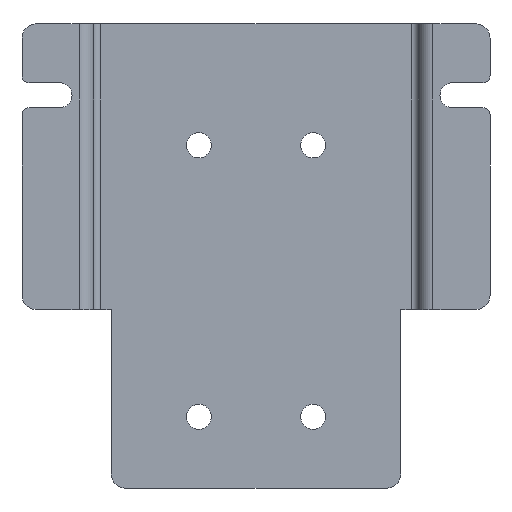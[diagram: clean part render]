
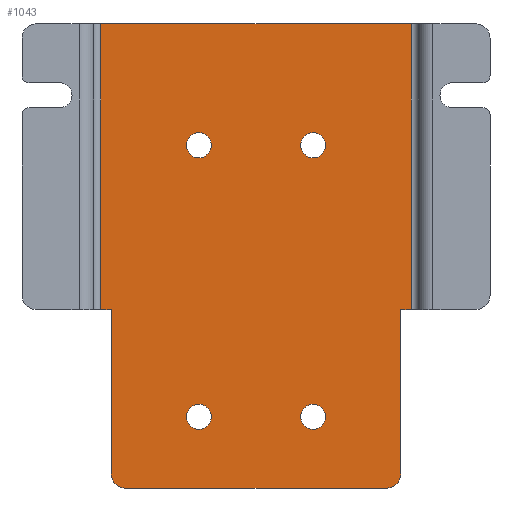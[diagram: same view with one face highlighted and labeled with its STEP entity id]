
A CAD part, front view. The second image highlights one B-rep face of the part: STEP entity #1043.
In plain terms, the highlighted planar face has unit normal (0, -1, 0).
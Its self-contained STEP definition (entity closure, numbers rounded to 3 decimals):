
#19=FACE_BOUND('',#166,.T.);
#20=FACE_BOUND('',#167,.T.);
#21=FACE_BOUND('',#168,.T.);
#22=FACE_BOUND('',#169,.T.);
#50=PLANE('',#1170);
#105=FACE_OUTER_BOUND('',#165,.T.);
#165=EDGE_LOOP('',(#935,#936,#937,#938,#939,#940,#941,#942,#943,#944));
#166=EDGE_LOOP('',(#945));
#167=EDGE_LOOP('',(#946));
#168=EDGE_LOOP('',(#947));
#169=EDGE_LOOP('',(#948));
#224=LINE('',#1639,#322);
#231=LINE('',#1660,#329);
#240=LINE('',#1699,#338);
#247=LINE('',#1722,#345);
#259=LINE('',#1764,#357);
#263=LINE('',#1772,#361);
#264=LINE('',#1775,#362);
#268=LINE('',#1783,#366);
#322=VECTOR('',#1316,10.);
#329=VECTOR('',#1335,10.);
#338=VECTOR('',#1370,10.);
#345=VECTOR('',#1397,10.);
#357=VECTOR('',#1449,10.);
#361=VECTOR('',#1461,10.);
#362=VECTOR('',#1464,10.);
#366=VECTOR('',#1474,10.);
#395=CIRCLE('',#1116,2.);
#406=CIRCLE('',#1130,2.);
#416=CIRCLE('',#1150,1.75);
#417=CIRCLE('',#1152,1.75);
#418=CIRCLE('',#1154,1.75);
#419=CIRCLE('',#1156,1.75);
#473=VERTEX_POINT('',#1636);
#474=VERTEX_POINT('',#1638);
#479=VERTEX_POINT('',#1650);
#480=VERTEX_POINT('',#1651);
#497=VERTEX_POINT('',#1692);
#498=VERTEX_POINT('',#1694);
#499=VERTEX_POINT('',#1698);
#505=VERTEX_POINT('',#1721);
#510=VERTEX_POINT('',#1739);
#511=VERTEX_POINT('',#1743);
#512=VERTEX_POINT('',#1747);
#513=VERTEX_POINT('',#1751);
#515=VERTEX_POINT('',#1762);
#516=VERTEX_POINT('',#1774);
#590=EDGE_CURVE('',#474,#473,#224,.T.);
#596=EDGE_CURVE('',#479,#480,#395,.T.);
#601=EDGE_CURVE('',#479,#474,#231,.T.);
#618=EDGE_CURVE('',#497,#498,#406,.T.);
#620=EDGE_CURVE('',#499,#498,#240,.T.);
#632=EDGE_CURVE('',#505,#499,#247,.T.);
#642=EDGE_CURVE('',#510,#510,#416,.T.);
#644=EDGE_CURVE('',#511,#511,#417,.T.);
#646=EDGE_CURVE('',#512,#512,#418,.T.);
#648=EDGE_CURVE('',#513,#513,#419,.T.);
#653=EDGE_CURVE('',#515,#473,#259,.T.);
#657=EDGE_CURVE('',#497,#480,#263,.T.);
#658=EDGE_CURVE('',#516,#505,#264,.T.);
#663=EDGE_CURVE('',#516,#515,#268,.T.);
#935=ORIENTED_EDGE('',*,*,#596,.F.);
#936=ORIENTED_EDGE('',*,*,#601,.T.);
#937=ORIENTED_EDGE('',*,*,#590,.T.);
#938=ORIENTED_EDGE('',*,*,#653,.F.);
#939=ORIENTED_EDGE('',*,*,#663,.F.);
#940=ORIENTED_EDGE('',*,*,#658,.T.);
#941=ORIENTED_EDGE('',*,*,#632,.T.);
#942=ORIENTED_EDGE('',*,*,#620,.T.);
#943=ORIENTED_EDGE('',*,*,#618,.F.);
#944=ORIENTED_EDGE('',*,*,#657,.T.);
#945=ORIENTED_EDGE('',*,*,#642,.T.);
#946=ORIENTED_EDGE('',*,*,#644,.T.);
#947=ORIENTED_EDGE('',*,*,#646,.T.);
#948=ORIENTED_EDGE('',*,*,#648,.T.);
#1043=ADVANCED_FACE('',(#105,#19,#20,#21,#22),#50,.F.);
#1116=AXIS2_PLACEMENT_3D('',#1652,#1326,#1327);
#1130=AXIS2_PLACEMENT_3D('',#1695,#1365,#1366);
#1150=AXIS2_PLACEMENT_3D('',#1741,#1419,#1420);
#1152=AXIS2_PLACEMENT_3D('',#1745,#1424,#1425);
#1154=AXIS2_PLACEMENT_3D('',#1749,#1429,#1430);
#1156=AXIS2_PLACEMENT_3D('',#1753,#1434,#1435);
#1170=AXIS2_PLACEMENT_3D('',#1784,#1475,#1476);
#1316=DIRECTION('',(1.,0.,0.));
#1326=DIRECTION('center_axis',(0.,1.,0.));
#1327=DIRECTION('ref_axis',(0.707,0.,-0.707));
#1335=DIRECTION('',(0.,0.,1.));
#1365=DIRECTION('center_axis',(0.,1.,0.));
#1366=DIRECTION('ref_axis',(-0.707,0.,-0.707));
#1370=DIRECTION('',(0.,0.,-1.));
#1397=DIRECTION('',(1.,0.,0.));
#1419=DIRECTION('center_axis',(0.,1.,0.));
#1420=DIRECTION('ref_axis',(1.,0.,0.));
#1424=DIRECTION('center_axis',(0.,1.,0.));
#1425=DIRECTION('ref_axis',(1.,0.,0.));
#1429=DIRECTION('center_axis',(0.,1.,0.));
#1430=DIRECTION('ref_axis',(1.,0.,0.));
#1434=DIRECTION('center_axis',(0.,1.,0.));
#1435=DIRECTION('ref_axis',(1.,0.,0.));
#1449=DIRECTION('',(0.,0.,-1.));
#1461=DIRECTION('',(1.,0.,0.));
#1464=DIRECTION('',(0.,0.,-1.));
#1474=DIRECTION('',(1.,0.,0.));
#1475=DIRECTION('center_axis',(0.,1.,0.));
#1476=DIRECTION('ref_axis',(0.,0.,1.));
#1636=CARTESIAN_POINT('',(21.75,25.,-40.));
#1638=CARTESIAN_POINT('',(20.25,25.,-40.));
#1639=CARTESIAN_POINT('',(10.125,25.,-40.));
#1650=CARTESIAN_POINT('',(20.25,25.,-63.));
#1651=CARTESIAN_POINT('',(18.25,25.,-65.));
#1652=CARTESIAN_POINT('Origin',(18.25,25.,-63.));
#1660=CARTESIAN_POINT('',(20.25,25.,-48.75));
#1692=CARTESIAN_POINT('',(-18.25,25.,-65.));
#1694=CARTESIAN_POINT('',(-20.25,25.,-63.));
#1695=CARTESIAN_POINT('Origin',(-18.25,25.,-63.));
#1698=CARTESIAN_POINT('',(-20.25,25.,-40.));
#1699=CARTESIAN_POINT('',(-20.25,25.,-48.75));
#1721=CARTESIAN_POINT('',(-21.75,25.,-40.));
#1722=CARTESIAN_POINT('',(-10.125,25.,-40.));
#1739=CARTESIAN_POINT('',(6.25,25.,-55.));
#1741=CARTESIAN_POINT('Origin',(8.,25.,-55.));
#1743=CARTESIAN_POINT('',(-9.75,25.,-17.));
#1745=CARTESIAN_POINT('Origin',(-8.,25.,-17.));
#1747=CARTESIAN_POINT('',(6.25,25.,-17.));
#1749=CARTESIAN_POINT('Origin',(8.,25.,-17.));
#1751=CARTESIAN_POINT('',(-9.75,25.,-55.));
#1753=CARTESIAN_POINT('Origin',(-8.,25.,-55.));
#1762=CARTESIAN_POINT('',(21.75,25.,0.));
#1764=CARTESIAN_POINT('',(21.75,25.,-32.5));
#1772=CARTESIAN_POINT('',(-56.274,25.,-65.));
#1774=CARTESIAN_POINT('',(-21.75,25.,0.));
#1775=CARTESIAN_POINT('',(-21.75,25.,-32.5));
#1783=CARTESIAN_POINT('',(-56.274,25.,0.));
#1784=CARTESIAN_POINT('Origin',(0.,25.,-32.5));
